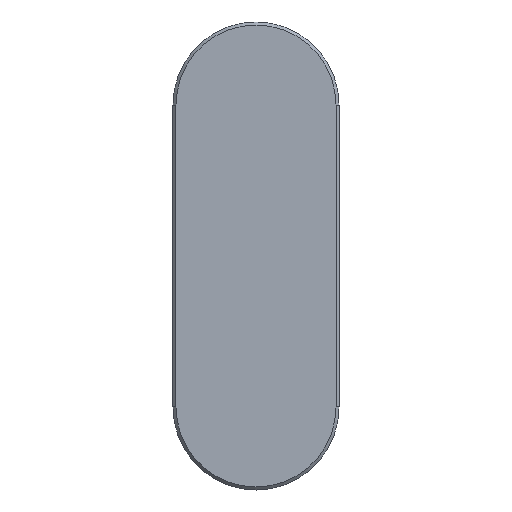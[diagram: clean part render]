
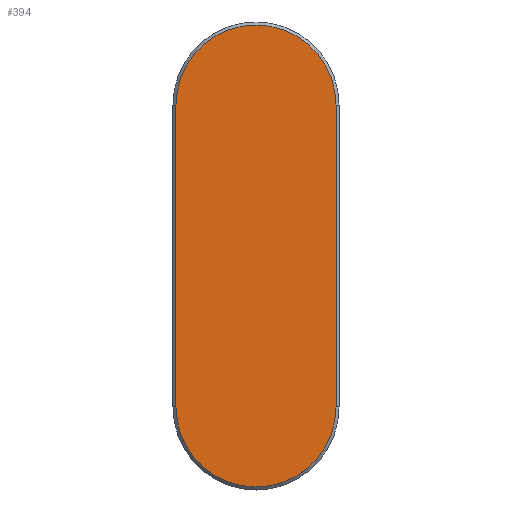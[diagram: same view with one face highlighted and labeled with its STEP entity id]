
A CAD part, top view. The second image highlights one B-rep face of the part: STEP entity #394.
In plain terms, the highlighted planar face has unit normal (0, 0, 1).
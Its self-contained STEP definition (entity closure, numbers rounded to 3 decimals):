
#34=CIRCLE('',#439,5.3);
#36=CIRCLE('',#443,5.3);
#68=FACE_OUTER_BOUND('',#98,.T.);
#98=EDGE_LOOP('',(#315,#316,#317,#318));
#126=LINE('',#652,#158);
#131=LINE('',#666,#163);
#158=VECTOR('',#518,10.);
#163=VECTOR('',#531,10.);
#191=VERTEX_POINT('',#649);
#192=VERTEX_POINT('',#651);
#195=VERTEX_POINT('',#658);
#197=VERTEX_POINT('',#664);
#227=EDGE_CURVE('',#191,#192,#126,.T.);
#231=EDGE_CURVE('',#195,#191,#34,.T.);
#234=EDGE_CURVE('',#197,#195,#131,.T.);
#236=EDGE_CURVE('',#192,#197,#36,.T.);
#315=ORIENTED_EDGE('',*,*,#227,.F.);
#316=ORIENTED_EDGE('',*,*,#231,.F.);
#317=ORIENTED_EDGE('',*,*,#234,.F.);
#318=ORIENTED_EDGE('',*,*,#236,.F.);
#376=PLANE('',#448);
#394=ADVANCED_FACE('',(#68),#376,.T.);
#439=AXIS2_PLACEMENT_3D('',#660,#524,#525);
#443=AXIS2_PLACEMENT_3D('',#669,#535,#536);
#448=AXIS2_PLACEMENT_3D('',#681,#549,#550);
#518=DIRECTION('',(0.,-1.,0.));
#524=DIRECTION('center_axis',(0.,0.,-1.));
#525=DIRECTION('ref_axis',(1.,0.,0.));
#531=DIRECTION('',(0.,1.,0.));
#535=DIRECTION('center_axis',(0.,0.,-1.));
#536=DIRECTION('ref_axis',(-1.,0.,0.));
#549=DIRECTION('center_axis',(0.,0.,1.));
#550=DIRECTION('ref_axis',(1.,0.,0.));
#649=CARTESIAN_POINT('',(5.3,10.,1.));
#651=CARTESIAN_POINT('',(5.3,-10.,1.));
#652=CARTESIAN_POINT('',(5.3,-5.,1.));
#658=CARTESIAN_POINT('',(-5.3,10.,1.));
#660=CARTESIAN_POINT('Origin',(0.,10.,1.));
#664=CARTESIAN_POINT('',(-5.3,-10.,1.));
#666=CARTESIAN_POINT('',(-5.3,5.,1.));
#669=CARTESIAN_POINT('Origin',(0.,-10.,1.));
#681=CARTESIAN_POINT('Origin',(0.,0.,1.));
